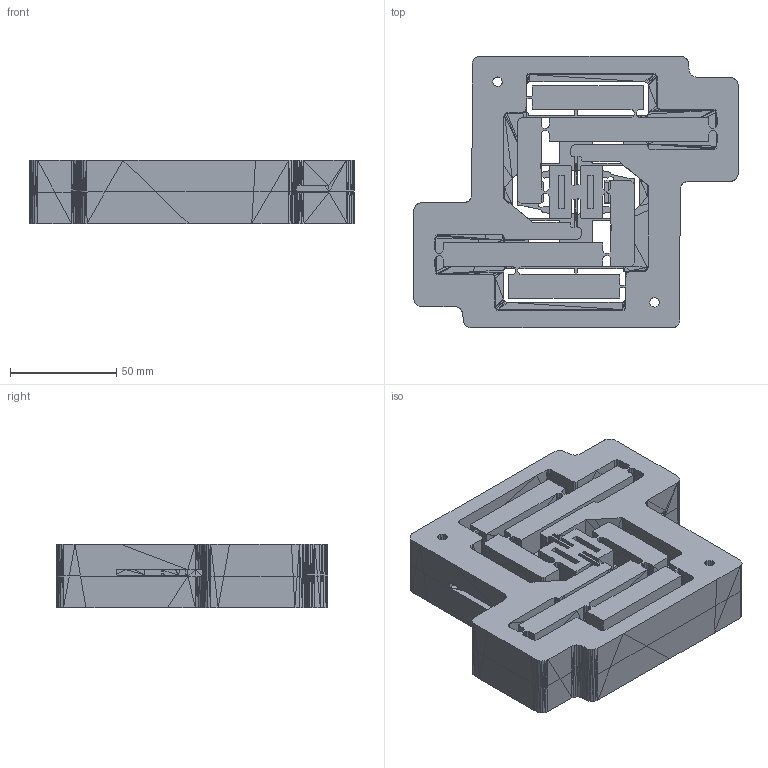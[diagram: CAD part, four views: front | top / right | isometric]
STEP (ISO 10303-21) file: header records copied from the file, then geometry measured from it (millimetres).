
FILE_DESCRIPTION(/* description */ (''),/* implementation_level */ '2;1');
FILE_NAME(/* name */ 'Two-Layer Rotation Stage v10_v3.step',/* time_stamp */ '2024-02-15T15:46:33-05:00',/* author */ (''),/* organization */ (''),/* preprocessor_version */ 'ST-DEVELOPER v20',/* originating_system */ 'Autodesk Translation Framework v12.20.1.177',/* authorisation */ '');
FILE_SCHEMA (('AUTOMOTIVE_DESIGN { 1 0 10303 214 3 1 1 }'));
Products named in the file (1): Two-Layer Rotation Stage v10
Bounding box: 153 x 128.05 x 30 mm (x, y, z)
Volume: 345412.5 mm3; surface area: 106774.9 mm2
Topology: 2 solids, 2 shells, 2423 faces, 5046 edges, 2613 vertices
Faces by surface type: plane 2423
Entity records: 60036 total; most frequent: ORIENTED_EDGE 10092, CARTESIAN_POINT 10083, DIRECTION 9894, LINE 5046, VECTOR 5046, EDGE_CURVE 5046, VERTEX_POINT 2613, EDGE_LOOP 2453
